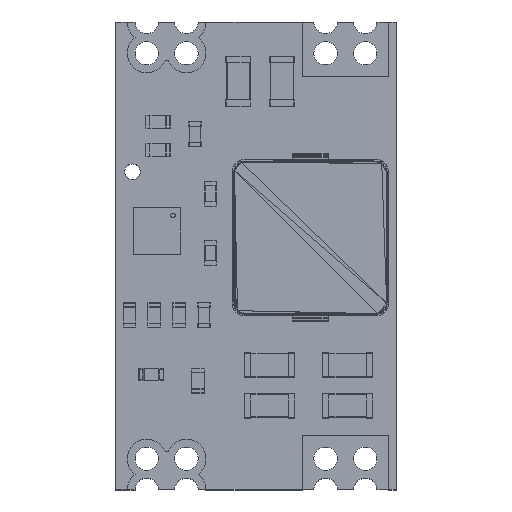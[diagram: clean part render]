
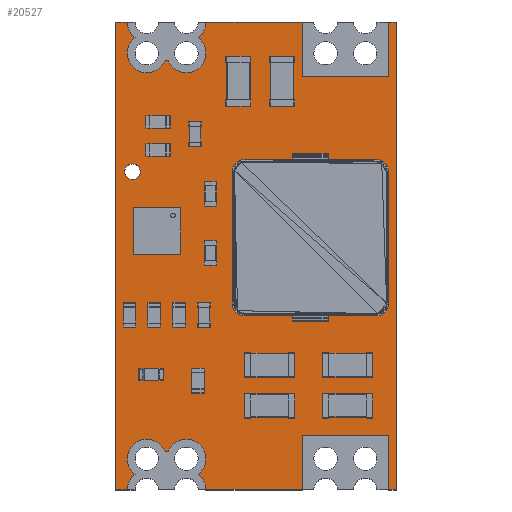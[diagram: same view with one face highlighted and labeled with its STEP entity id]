
A CAD part, top view. The second image highlights one B-rep face of the part: STEP entity #20527.
In plain terms, the highlighted planar face has unit normal (0, 0, 1).
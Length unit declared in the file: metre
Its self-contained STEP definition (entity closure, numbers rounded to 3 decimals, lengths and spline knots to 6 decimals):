
#566=CIRCLE('',#23480,0.0005);
#567=CIRCLE('',#23481,0.00125);
#568=CIRCLE('',#23482,0.00125);
#569=CIRCLE('',#23483,0.00125);
#570=CIRCLE('',#23484,0.000165);
#571=CIRCLE('',#23485,0.00125);
#572=CIRCLE('',#23486,0.00125);
#573=CIRCLE('',#23487,0.00125);
#574=CIRCLE('',#23488,0.00125);
#575=CIRCLE('',#23489,0.000165);
#576=CIRCLE('',#23490,0.00125);
#2003=ORIENTED_EDGE('',*,*,#7363,.F.);
#2004=ORIENTED_EDGE('',*,*,#7364,.F.);
#2005=ORIENTED_EDGE('',*,*,#7285,.F.);
#2006=ORIENTED_EDGE('',*,*,#7365,.F.);
#2007=ORIENTED_EDGE('',*,*,#7361,.F.);
#2008=ORIENTED_EDGE('',*,*,#7366,.T.);
#2009=ORIENTED_EDGE('',*,*,#7367,.T.);
#2010=ORIENTED_EDGE('',*,*,#7368,.F.);
#2011=ORIENTED_EDGE('',*,*,#7369,.T.);
#2012=ORIENTED_EDGE('',*,*,#7370,.T.);
#2013=ORIENTED_EDGE('',*,*,#7257,.F.);
#2014=ORIENTED_EDGE('',*,*,#7371,.T.);
#2015=ORIENTED_EDGE('',*,*,#7372,.T.);
#2016=ORIENTED_EDGE('',*,*,#7373,.T.);
#2017=ORIENTED_EDGE('',*,*,#7293,.F.);
#2018=ORIENTED_EDGE('',*,*,#7374,.F.);
#2019=ORIENTED_EDGE('',*,*,#7356,.F.);
#2020=ORIENTED_EDGE('',*,*,#7375,.T.);
#2021=ORIENTED_EDGE('',*,*,#7376,.F.);
#2022=ORIENTED_EDGE('',*,*,#7377,.T.);
#2023=ORIENTED_EDGE('',*,*,#7249,.F.);
#2024=ORIENTED_EDGE('',*,*,#7378,.F.);
#2025=ORIENTED_EDGE('',*,*,#7379,.F.);
#2026=ORIENTED_EDGE('',*,*,#7380,.T.);
#2027=ORIENTED_EDGE('',*,*,#7381,.F.);
#7249=EDGE_CURVE('',#10019,#10020,#11840,.T.);
#7257=EDGE_CURVE('',#10027,#10028,#11848,.T.);
#7285=EDGE_CURVE('',#10055,#10056,#11860,.T.);
#7293=EDGE_CURVE('',#10063,#10064,#11868,.T.);
#7356=EDGE_CURVE('',#10106,#10107,#11904,.T.);
#7361=EDGE_CURVE('',#10109,#10110,#11909,.T.);
#7363=EDGE_CURVE('',#10111,#10111,#566,.T.);
#7364=EDGE_CURVE('',#10056,#10112,#567,.T.);
#7365=EDGE_CURVE('',#10110,#10055,#11911,.T.);
#7366=EDGE_CURVE('',#10109,#10113,#568,.T.);
#7367=EDGE_CURVE('',#10113,#10114,#569,.T.);
#7368=EDGE_CURVE('',#10115,#10114,#570,.T.);
#7369=EDGE_CURVE('',#10115,#10116,#571,.T.);
#7370=EDGE_CURVE('',#10116,#10028,#572,.T.);
#7371=EDGE_CURVE('',#10027,#10117,#11912,.T.);
#7372=EDGE_CURVE('',#10117,#10118,#11913,.T.);
#7373=EDGE_CURVE('',#10118,#10064,#11914,.T.);
#7374=EDGE_CURVE('',#10107,#10063,#11915,.T.);
#7375=EDGE_CURVE('',#10106,#10119,#11916,.T.);
#7376=EDGE_CURVE('',#10120,#10119,#11917,.T.);
#7377=EDGE_CURVE('',#10120,#10020,#11918,.T.);
#7378=EDGE_CURVE('',#10121,#10019,#573,.T.);
#7379=EDGE_CURVE('',#10122,#10121,#574,.T.);
#7380=EDGE_CURVE('',#10122,#10123,#575,.T.);
#7381=EDGE_CURVE('',#10112,#10123,#576,.T.);
#10019=VERTEX_POINT('',#32119);
#10020=VERTEX_POINT('',#32121);
#10027=VERTEX_POINT('',#32136);
#10028=VERTEX_POINT('',#32138);
#10055=VERTEX_POINT('',#32201);
#10056=VERTEX_POINT('',#32203);
#10063=VERTEX_POINT('',#32218);
#10064=VERTEX_POINT('',#32220);
#10106=VERTEX_POINT('',#32338);
#10107=VERTEX_POINT('',#32340);
#10109=VERTEX_POINT('',#32347);
#10110=VERTEX_POINT('',#32349);
#10111=VERTEX_POINT('',#32353);
#10112=VERTEX_POINT('',#32355);
#10113=VERTEX_POINT('',#32358);
#10114=VERTEX_POINT('',#32360);
#10115=VERTEX_POINT('',#32362);
#10116=VERTEX_POINT('',#32364);
#10117=VERTEX_POINT('',#32367);
#10118=VERTEX_POINT('',#32369);
#10119=VERTEX_POINT('',#32373);
#10120=VERTEX_POINT('',#32375);
#10121=VERTEX_POINT('',#32378);
#10122=VERTEX_POINT('',#32380);
#10123=VERTEX_POINT('',#32382);
#11840=LINE('',#32120,#14342);
#11848=LINE('',#32137,#14350);
#11860=LINE('',#32202,#14362);
#11868=LINE('',#32219,#14370);
#11904=LINE('',#32339,#14406);
#11909=LINE('',#32348,#14411);
#11911=LINE('',#32356,#14413);
#11912=LINE('',#32366,#14414);
#11913=LINE('',#32368,#14415);
#11914=LINE('',#32370,#14416);
#11915=LINE('',#32371,#14417);
#11916=LINE('',#32372,#14418);
#11917=LINE('',#32374,#14419);
#11918=LINE('',#32376,#14420);
#14342=VECTOR('',#25891,1.);
#14350=VECTOR('',#25901,1.);
#14362=VECTOR('',#25963,1.);
#14370=VECTOR('',#25973,1.);
#14406=VECTOR('',#26091,1.);
#14411=VECTOR('',#26098,1.);
#14413=VECTOR('',#26106,1.);
#14414=VECTOR('',#26117,1.);
#14415=VECTOR('',#26118,1.);
#14416=VECTOR('',#26119,1.);
#14417=VECTOR('',#26120,1.);
#14418=VECTOR('',#26121,1.);
#14419=VECTOR('',#26122,1.);
#14420=VECTOR('',#26123,1.);
#16620=EDGE_LOOP('',(#2003));
#16621=EDGE_LOOP('',(#2004,#2005,#2006,#2007,#2008,#2009,#2010,#2011,#2012,
#2013,#2014,#2015,#2016,#2017,#2018,#2019,#2020,#2021,#2022,#2023,#2024,
#2025,#2026,#2027));
#18015=FACE_BOUND('',#16620,.T.);
#18016=FACE_BOUND('',#16621,.T.);
#19359=PLANE('',#23479);
#20527=ADVANCED_FACE('',(#18015,#18016),#19359,.F.);
#23479=AXIS2_PLACEMENT_3D('',#32351,#26100,#26101);
#23480=AXIS2_PLACEMENT_3D('',#32352,#26102,#26103);
#23481=AXIS2_PLACEMENT_3D('',#32354,#26104,#26105);
#23482=AXIS2_PLACEMENT_3D('',#32357,#26107,#26108);
#23483=AXIS2_PLACEMENT_3D('',#32359,#26109,#26110);
#23484=AXIS2_PLACEMENT_3D('',#32361,#26111,#26112);
#23485=AXIS2_PLACEMENT_3D('',#32363,#26113,#26114);
#23486=AXIS2_PLACEMENT_3D('',#32365,#26115,#26116);
#23487=AXIS2_PLACEMENT_3D('',#32377,#26124,#26125);
#23488=AXIS2_PLACEMENT_3D('',#32379,#26126,#26127);
#23489=AXIS2_PLACEMENT_3D('',#32381,#26128,#26129);
#23490=AXIS2_PLACEMENT_3D('',#32383,#26130,#26131);
#25891=DIRECTION('',(1.,0.,0.));
#25901=DIRECTION('',(-1.,0.,0.));
#25963=DIRECTION('',(1.,0.,0.));
#25973=DIRECTION('',(-1.,0.,0.));
#26091=DIRECTION('',(1.,0.,0.));
#26098=DIRECTION('',(-1.,0.,0.));
#26100=DIRECTION('',(0.,0.,-1.));
#26101=DIRECTION('',(-1.,0.,0.));
#26102=DIRECTION('',(0.,0.,1.));
#26103=DIRECTION('',(1.,0.,0.));
#26104=DIRECTION('',(0.,0.,1.));
#26105=DIRECTION('',(1.,0.,0.));
#26106=DIRECTION('',(0.,1.,0.));
#26107=DIRECTION('',(0.,0.,-1.));
#26108=DIRECTION('',(1.,0.,0.));
#26109=DIRECTION('',(0.,0.,-1.));
#26110=DIRECTION('',(1.,0.,0.));
#26111=DIRECTION('',(0.,0.,-1.));
#26112=DIRECTION('',(1.,0.,0.));
#26113=DIRECTION('',(0.,0.,-1.));
#26114=DIRECTION('',(1.,0.,0.));
#26115=DIRECTION('',(0.,0.,-1.));
#26116=DIRECTION('',(1.,0.,0.));
#26117=DIRECTION('',(0.,1.,0.));
#26118=DIRECTION('',(1.,0.,0.));
#26119=DIRECTION('',(0.,-1.,0.));
#26120=DIRECTION('',(0.,-1.,0.));
#26121=DIRECTION('',(0.,-1.,0.));
#26122=DIRECTION('',(1.,0.,0.));
#26123=DIRECTION('',(0.,1.,0.));
#26124=DIRECTION('',(0.,0.,1.));
#26125=DIRECTION('',(1.,0.,0.));
#26126=DIRECTION('',(0.,0.,1.));
#26127=DIRECTION('',(1.,0.,0.));
#26128=DIRECTION('',(0.,0.,1.));
#26129=DIRECTION('',(1.,0.,0.));
#26130=DIRECTION('',(0.,0.,1.));
#26131=DIRECTION('',(1.,0.,0.));
#32119=CARTESIAN_POINT('',(0.00579,0.,0.0016));
#32120=CARTESIAN_POINT('',(0.,0.,0.0016));
#32121=CARTESIAN_POINT('',(0.01196,0.,0.0016));
#32136=CARTESIAN_POINT('',(0.01196,-0.03,0.0016));
#32137=CARTESIAN_POINT('',(0.018,-0.03,0.0016));
#32138=CARTESIAN_POINT('',(0.00579,-0.03,0.0016));
#32201=CARTESIAN_POINT('',(0.,0.,0.0016));
#32202=CARTESIAN_POINT('',(0.,0.,0.0016));
#32203=CARTESIAN_POINT('',(0.00075,0.,0.0016));
#32218=CARTESIAN_POINT('',(0.018,-0.03,0.0016));
#32219=CARTESIAN_POINT('',(0.018,-0.03,0.0016));
#32220=CARTESIAN_POINT('',(0.0175,-0.03,0.0016));
#32338=CARTESIAN_POINT('',(0.0175,0.,0.0016));
#32339=CARTESIAN_POINT('',(0.,0.,0.0016));
#32340=CARTESIAN_POINT('',(0.018,0.,0.0016));
#32347=CARTESIAN_POINT('',(0.00075,-0.03,0.0016));
#32348=CARTESIAN_POINT('',(0.018,-0.03,0.0016));
#32349=CARTESIAN_POINT('',(0.,-0.03,0.0016));
#32351=CARTESIAN_POINT('',(0.009,-0.015,0.0016));
#32352=CARTESIAN_POINT('',(0.001075,-0.0096,0.0016));
#32353=CARTESIAN_POINT('',(0.001575,-0.0096,0.0016));
#32354=CARTESIAN_POINT('',(0.002,0.,0.0016));
#32355=CARTESIAN_POINT('',(0.00125,-0.001,0.0016));
#32356=CARTESIAN_POINT('',(0.,-0.03,0.0016));
#32357=CARTESIAN_POINT('',(0.002,-0.03,0.0016));
#32358=CARTESIAN_POINT('',(0.00125,-0.029,0.0016));
#32359=CARTESIAN_POINT('',(0.002,-0.028,0.0016));
#32360=CARTESIAN_POINT('',(0.003122,-0.027448,0.0016));
#32361=CARTESIAN_POINT('',(0.00327,-0.027375,0.0016));
#32362=CARTESIAN_POINT('',(0.003418,-0.027448,0.0016));
#32363=CARTESIAN_POINT('',(0.00454,-0.028,0.0016));
#32364=CARTESIAN_POINT('',(0.00529,-0.029,0.0016));
#32365=CARTESIAN_POINT('',(0.00454,-0.03,0.0016));
#32366=CARTESIAN_POINT('',(0.01196,-0.028,0.0016));
#32367=CARTESIAN_POINT('',(0.01196,-0.0265,0.0016));
#32368=CARTESIAN_POINT('',(0.01473,-0.0265,0.0016));
#32369=CARTESIAN_POINT('',(0.0175,-0.0265,0.0016));
#32370=CARTESIAN_POINT('',(0.0175,-0.02975,0.0016));
#32371=CARTESIAN_POINT('',(0.018,0.,0.0016));
#32372=CARTESIAN_POINT('',(0.0175,-0.002,0.0016));
#32373=CARTESIAN_POINT('',(0.0175,-0.0035,0.0016));
#32374=CARTESIAN_POINT('',(0.01473,-0.0035,0.0016));
#32375=CARTESIAN_POINT('',(0.01196,-0.0035,0.0016));
#32376=CARTESIAN_POINT('',(0.01196,-0.00025,0.0016));
#32377=CARTESIAN_POINT('',(0.00454,0.,0.0016));
#32378=CARTESIAN_POINT('',(0.00529,-0.001,0.0016));
#32379=CARTESIAN_POINT('',(0.00454,-0.002,0.0016));
#32380=CARTESIAN_POINT('',(0.003418,-0.002552,0.0016));
#32381=CARTESIAN_POINT('',(0.00327,-0.002625,0.0016));
#32382=CARTESIAN_POINT('',(0.003122,-0.002552,0.0016));
#32383=CARTESIAN_POINT('',(0.002,-0.002,0.0016));
